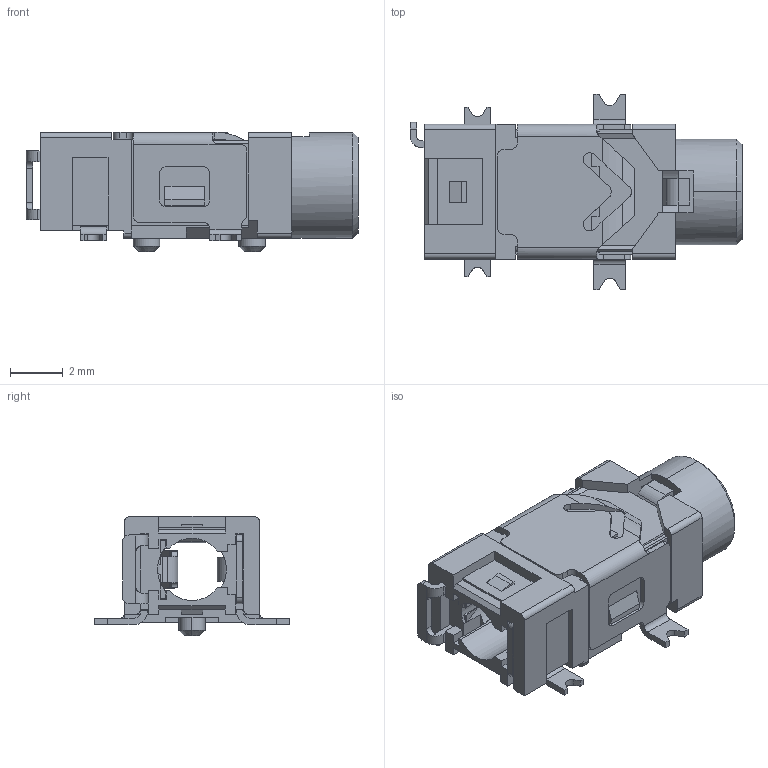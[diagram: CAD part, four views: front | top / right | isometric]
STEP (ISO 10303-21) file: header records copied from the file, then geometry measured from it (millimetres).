
FILE_DESCRIPTION (( 'STEP AP214' ), '1' );
FILE_NAME ('CUI_DEVICES_SJ2-25103A-SMT-TR.step', '2020-11-09T15:26:33', ( '' ), ( '' ), 'SwSTEP 2.0', 'SolidWorks 2020', '' );
FILE_SCHEMA (( 'AUTOMOTIVE_DESIGN' ));
Length unit declared in the file: inch
Products named in the file (1): CUI_DEVICES_SJ2-25103A-SMT-TR
Bounding box: 12.55 x 7.4 x 4.5 mm (x, y, z)
Volume: 146.1 mm3; surface area: 433.2 mm2
Topology: 1 solids, 2 shells, 388 faces, 1124 edges, 745 vertices
Faces by surface type: plane 269, cylinder 111, cone 8
Entity records: 15340 total; most frequent: CARTESIAN_POINT 2747, ORIENTED_EDGE 2248, DIRECTION 1963, EDGE_CURVE 1124, VECTOR 835, LINE 835, VERTEX_POINT 745, AXIS2_PLACEMENT_3D 564
